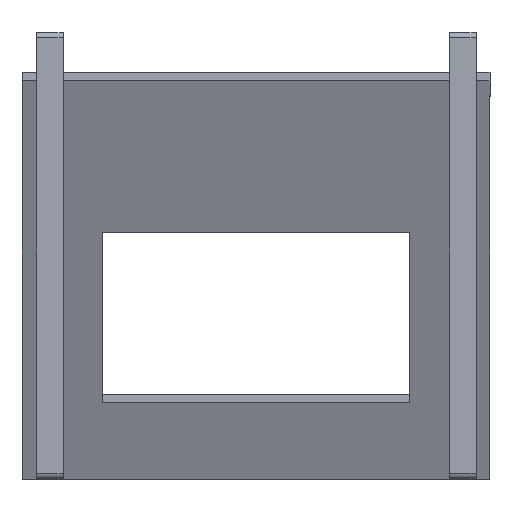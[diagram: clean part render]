
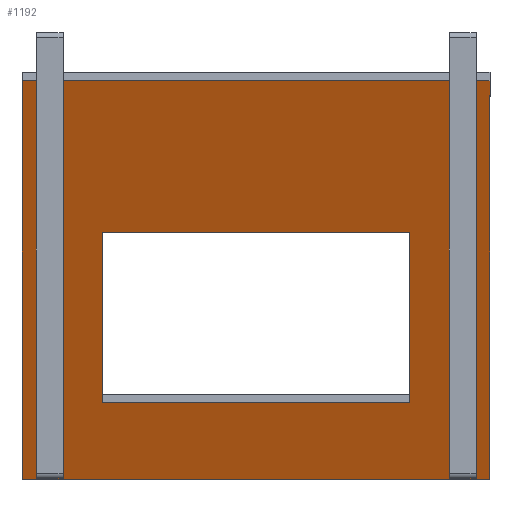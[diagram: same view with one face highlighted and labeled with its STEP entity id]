
A CAD part, front view. The second image highlights one B-rep face of the part: STEP entity #1192.
In plain terms, the highlighted face is planar.
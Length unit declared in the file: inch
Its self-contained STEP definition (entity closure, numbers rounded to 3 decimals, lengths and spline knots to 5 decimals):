
#40=FACE_BOUND('',#220,.T.);
#41=FACE_BOUND('',#221,.T.);
#42=FACE_BOUND('',#222,.T.);
#43=FACE_BOUND('',#223,.T.);
#44=FACE_BOUND('',#224,.T.);
#94=PLANE('',#1294);
#152=FACE_OUTER_BOUND('',#219,.T.);
#219=EDGE_LOOP('',(#1103,#1104,#1105,#1106));
#220=EDGE_LOOP('',(#1107,#1108,#1109,#1110));
#221=EDGE_LOOP('',(#1111,#1112,#1113,#1114));
#222=EDGE_LOOP('',(#1115,#1116,#1117,#1118));
#223=EDGE_LOOP('',(#1119,#1120,#1121,#1122));
#224=EDGE_LOOP('',(#1123,#1124,#1125,#1126));
#299=LINE('',#1792,#445);
#303=LINE('',#1800,#449);
#306=LINE('',#1806,#452);
#309=LINE('',#1811,#455);
#311=LINE('',#1816,#457);
#315=LINE('',#1824,#461);
#318=LINE('',#1830,#464);
#321=LINE('',#1835,#467);
#323=LINE('',#1840,#469);
#327=LINE('',#1848,#473);
#330=LINE('',#1854,#476);
#333=LINE('',#1859,#479);
#335=LINE('',#1864,#481);
#339=LINE('',#1872,#485);
#342=LINE('',#1878,#488);
#345=LINE('',#1883,#491);
#347=LINE('',#1888,#493);
#351=LINE('',#1896,#497);
#354=LINE('',#1902,#500);
#357=LINE('',#1907,#503);
#359=LINE('',#1912,#505);
#363=LINE('',#1920,#509);
#366=LINE('',#1926,#512);
#369=LINE('',#1931,#515);
#445=VECTOR('',#1476,0.3937);
#449=VECTOR('',#1482,0.3937);
#452=VECTOR('',#1487,0.3937);
#455=VECTOR('',#1492,0.3937);
#457=VECTOR('',#1496,0.3937);
#461=VECTOR('',#1502,0.3937);
#464=VECTOR('',#1507,0.3937);
#467=VECTOR('',#1512,0.3937);
#469=VECTOR('',#1516,0.3937);
#473=VECTOR('',#1522,0.3937);
#476=VECTOR('',#1527,0.3937);
#479=VECTOR('',#1532,0.3937);
#481=VECTOR('',#1536,0.3937);
#485=VECTOR('',#1542,0.3937);
#488=VECTOR('',#1547,0.3937);
#491=VECTOR('',#1552,0.3937);
#493=VECTOR('',#1556,0.3937);
#497=VECTOR('',#1562,0.3937);
#500=VECTOR('',#1567,0.3937);
#503=VECTOR('',#1572,0.3937);
#505=VECTOR('',#1576,0.3937);
#509=VECTOR('',#1582,0.3937);
#512=VECTOR('',#1587,0.3937);
#515=VECTOR('',#1592,0.3937);
#593=VERTEX_POINT('',#1790);
#594=VERTEX_POINT('',#1791);
#597=VERTEX_POINT('',#1799);
#599=VERTEX_POINT('',#1805);
#601=VERTEX_POINT('',#1814);
#602=VERTEX_POINT('',#1815);
#605=VERTEX_POINT('',#1823);
#607=VERTEX_POINT('',#1829);
#609=VERTEX_POINT('',#1838);
#610=VERTEX_POINT('',#1839);
#613=VERTEX_POINT('',#1847);
#615=VERTEX_POINT('',#1853);
#617=VERTEX_POINT('',#1862);
#618=VERTEX_POINT('',#1863);
#621=VERTEX_POINT('',#1871);
#623=VERTEX_POINT('',#1877);
#625=VERTEX_POINT('',#1886);
#626=VERTEX_POINT('',#1887);
#629=VERTEX_POINT('',#1895);
#631=VERTEX_POINT('',#1901);
#633=VERTEX_POINT('',#1910);
#634=VERTEX_POINT('',#1911);
#637=VERTEX_POINT('',#1919);
#639=VERTEX_POINT('',#1925);
#731=EDGE_CURVE('',#593,#594,#299,.T.);
#735=EDGE_CURVE('',#597,#593,#303,.T.);
#738=EDGE_CURVE('',#599,#597,#306,.T.);
#741=EDGE_CURVE('',#594,#599,#309,.T.);
#743=EDGE_CURVE('',#601,#602,#311,.T.);
#747=EDGE_CURVE('',#605,#601,#315,.T.);
#750=EDGE_CURVE('',#607,#605,#318,.T.);
#753=EDGE_CURVE('',#602,#607,#321,.T.);
#755=EDGE_CURVE('',#609,#610,#323,.T.);
#759=EDGE_CURVE('',#613,#609,#327,.T.);
#762=EDGE_CURVE('',#615,#613,#330,.T.);
#765=EDGE_CURVE('',#610,#615,#333,.T.);
#767=EDGE_CURVE('',#617,#618,#335,.T.);
#771=EDGE_CURVE('',#621,#617,#339,.T.);
#774=EDGE_CURVE('',#623,#621,#342,.T.);
#777=EDGE_CURVE('',#618,#623,#345,.T.);
#779=EDGE_CURVE('',#625,#626,#347,.T.);
#783=EDGE_CURVE('',#629,#625,#351,.T.);
#786=EDGE_CURVE('',#631,#629,#354,.T.);
#789=EDGE_CURVE('',#626,#631,#357,.T.);
#791=EDGE_CURVE('',#633,#634,#359,.T.);
#795=EDGE_CURVE('',#634,#637,#363,.T.);
#798=EDGE_CURVE('',#637,#639,#366,.T.);
#801=EDGE_CURVE('',#639,#633,#369,.T.);
#1103=ORIENTED_EDGE('',*,*,#801,.T.);
#1104=ORIENTED_EDGE('',*,*,#791,.T.);
#1105=ORIENTED_EDGE('',*,*,#795,.T.);
#1106=ORIENTED_EDGE('',*,*,#798,.T.);
#1107=ORIENTED_EDGE('',*,*,#789,.F.);
#1108=ORIENTED_EDGE('',*,*,#779,.F.);
#1109=ORIENTED_EDGE('',*,*,#783,.F.);
#1110=ORIENTED_EDGE('',*,*,#786,.F.);
#1111=ORIENTED_EDGE('',*,*,#777,.F.);
#1112=ORIENTED_EDGE('',*,*,#767,.F.);
#1113=ORIENTED_EDGE('',*,*,#771,.F.);
#1114=ORIENTED_EDGE('',*,*,#774,.F.);
#1115=ORIENTED_EDGE('',*,*,#765,.F.);
#1116=ORIENTED_EDGE('',*,*,#755,.F.);
#1117=ORIENTED_EDGE('',*,*,#759,.F.);
#1118=ORIENTED_EDGE('',*,*,#762,.F.);
#1119=ORIENTED_EDGE('',*,*,#753,.F.);
#1120=ORIENTED_EDGE('',*,*,#743,.F.);
#1121=ORIENTED_EDGE('',*,*,#747,.F.);
#1122=ORIENTED_EDGE('',*,*,#750,.F.);
#1123=ORIENTED_EDGE('',*,*,#741,.F.);
#1124=ORIENTED_EDGE('',*,*,#731,.F.);
#1125=ORIENTED_EDGE('',*,*,#735,.F.);
#1126=ORIENTED_EDGE('',*,*,#738,.F.);
#1192=ADVANCED_FACE('',(#152,#40,#41,#42,#43,#44),#94,.F.);
#1294=AXIS2_PLACEMENT_3D('',#1934,#1596,#1597);
#1476=DIRECTION('',(1.,0.,0.));
#1482=DIRECTION('',(0.,0.,-1.));
#1487=DIRECTION('',(-1.,0.,0.));
#1492=DIRECTION('',(0.,0.,1.));
#1496=DIRECTION('',(0.,0.,-1.));
#1502=DIRECTION('',(-1.,0.,0.));
#1507=DIRECTION('',(0.,0.,1.));
#1512=DIRECTION('',(1.,0.,0.));
#1516=DIRECTION('',(0.,0.,1.));
#1522=DIRECTION('',(1.,0.,0.));
#1527=DIRECTION('',(0.,0.,-1.));
#1532=DIRECTION('',(-1.,0.,0.));
#1536=DIRECTION('',(-1.,0.,0.));
#1542=DIRECTION('',(0.,0.,1.));
#1547=DIRECTION('',(1.,0.,0.));
#1552=DIRECTION('',(0.,0.,-1.));
#1556=DIRECTION('',(0.,0.,1.));
#1562=DIRECTION('',(1.,0.,0.));
#1567=DIRECTION('',(0.,0.,-1.));
#1572=DIRECTION('',(-1.,0.,0.));
#1576=DIRECTION('',(0.,0.,1.));
#1582=DIRECTION('',(-1.,0.,0.));
#1587=DIRECTION('',(0.,0.,-1.));
#1592=DIRECTION('',(1.,0.,0.));
#1596=DIRECTION('center_axis',(0.,1.,0.));
#1597=DIRECTION('ref_axis',(1.,0.,0.));
#1790=CARTESIAN_POINT('',(0.,0.,-1.88489));
#1791=CARTESIAN_POINT('',(0.603,0.,-1.88489));
#1792=CARTESIAN_POINT('',(0.,0.,-1.88489));
#1799=CARTESIAN_POINT('',(0.,0.,-0.90064));
#1800=CARTESIAN_POINT('',(0.,0.,-0.90064));
#1805=CARTESIAN_POINT('',(0.603,0.,-0.90064));
#1806=CARTESIAN_POINT('',(0.603,0.,-0.90064));
#1811=CARTESIAN_POINT('',(0.603,0.,-1.88489));
#1814=CARTESIAN_POINT('',(9.264,0.,-0.90064));
#1815=CARTESIAN_POINT('',(9.264,0.,-1.88489));
#1816=CARTESIAN_POINT('',(9.264,0.,-1.88489));
#1823=CARTESIAN_POINT('',(9.867,0.,-0.90064));
#1824=CARTESIAN_POINT('',(9.264,0.,-0.90064));
#1829=CARTESIAN_POINT('',(9.867,0.,-1.88489));
#1830=CARTESIAN_POINT('',(9.867,0.,-0.90064));
#1835=CARTESIAN_POINT('',(9.867,0.,-1.88489));
#1838=CARTESIAN_POINT('',(9.867,0.,-8.1841));
#1839=CARTESIAN_POINT('',(9.867,0.,-7.19985));
#1840=CARTESIAN_POINT('',(9.867,0.,-8.1841));
#1847=CARTESIAN_POINT('',(9.264,0.,-8.1841));
#1848=CARTESIAN_POINT('',(9.264,0.,-8.1841));
#1853=CARTESIAN_POINT('',(9.264,0.,-7.19985));
#1854=CARTESIAN_POINT('',(9.264,0.,-7.19985));
#1859=CARTESIAN_POINT('',(9.867,0.,-7.19985));
#1862=CARTESIAN_POINT('',(0.603,0.,-7.19985));
#1863=CARTESIAN_POINT('',(0.,0.,-7.19985));
#1864=CARTESIAN_POINT('',(0.,0.,-7.19985));
#1871=CARTESIAN_POINT('',(0.603,0.,-8.1841));
#1872=CARTESIAN_POINT('',(0.603,0.,-7.19985));
#1877=CARTESIAN_POINT('',(0.,0.,-8.1841));
#1878=CARTESIAN_POINT('',(0.603,0.,-8.1841));
#1883=CARTESIAN_POINT('',(0.,0.,-8.1841));
#1886=CARTESIAN_POINT('',(8.37838,0.,-7.51481));
#1887=CARTESIAN_POINT('',(8.37838,0.,-3.38095));
#1888=CARTESIAN_POINT('',(8.37838,0.,-7.51481));
#1895=CARTESIAN_POINT('',(1.48862,0.,-7.51481));
#1896=CARTESIAN_POINT('',(1.48862,0.,-7.51481));
#1901=CARTESIAN_POINT('',(1.48862,0.,-3.38095));
#1902=CARTESIAN_POINT('',(1.48862,0.,-3.38095));
#1907=CARTESIAN_POINT('',(8.37838,0.,-3.38095));
#1910=CARTESIAN_POINT('',(10.18196,0.,-9.3652));
#1911=CARTESIAN_POINT('',(10.18196,0.,0.28047));
#1912=CARTESIAN_POINT('',(10.18196,0.,-9.3652));
#1919=CARTESIAN_POINT('',(-0.31496,0.,0.28047));
#1920=CARTESIAN_POINT('',(10.18196,0.,0.28047));
#1925=CARTESIAN_POINT('',(-0.31496,0.,-9.3652));
#1926=CARTESIAN_POINT('',(-0.31496,0.,0.28047));
#1931=CARTESIAN_POINT('',(-0.31496,0.,-9.3652));
#1934=CARTESIAN_POINT('Origin',(4.9335,0.,-4.54237));
